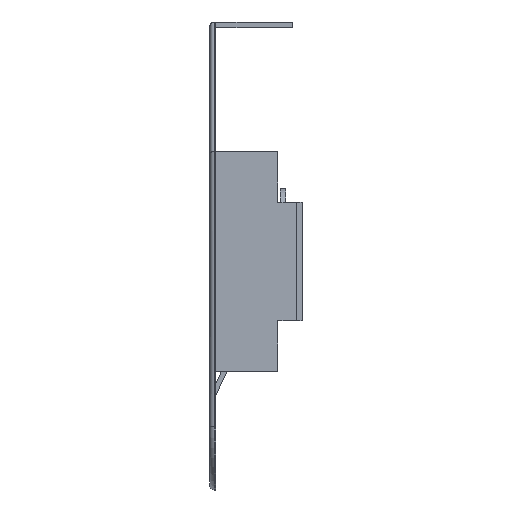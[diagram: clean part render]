
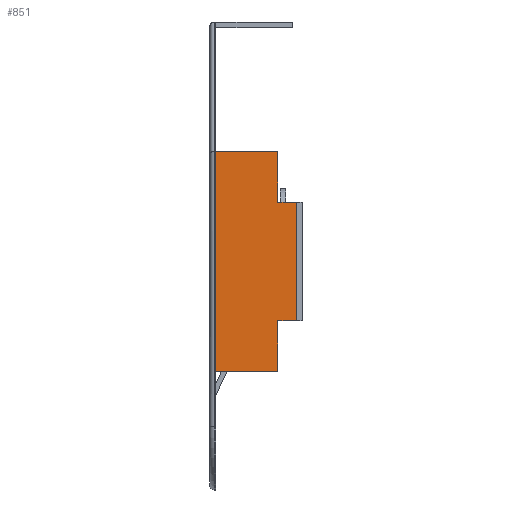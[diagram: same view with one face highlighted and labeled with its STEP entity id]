
A CAD part, left-side view. The second image highlights one B-rep face of the part: STEP entity #851.
In plain terms, the highlighted planar face has unit normal (-1, 0, 0).
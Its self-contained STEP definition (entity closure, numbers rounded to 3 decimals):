
#24 = DIRECTION ( 'NONE',  ( 0., -1., 0. ) ) ;
#69 = CARTESIAN_POINT ( 'NONE',  ( -10.541, 3.708, 4.712 ) ) ;
#83 = CARTESIAN_POINT ( 'NONE',  ( -10.541, 3.708, 4.712 ) ) ;
#93 = CARTESIAN_POINT ( 'NONE',  ( -10.541, 3.708, -4.712 ) ) ;
#97 = LINE ( 'NONE', #2405, #2810 ) ;
#167 = DIRECTION ( 'NONE',  ( 0., 0., -1. ) ) ;
#173 = EDGE_CURVE ( 'NONE', #1867, #1022, #2596, .T. ) ;
#175 = LINE ( 'NONE', #2130, #2492 ) ;
#219 = EDGE_CURVE ( 'NONE', #1144, #1022, #2066, .T. ) ;
#428 = DIRECTION ( 'NONE',  ( 0., -1., 0. ) ) ;
#503 = DIRECTION ( 'NONE',  ( 0., -1., 0. ) ) ;
#535 = LINE ( 'NONE', #640, #2874 ) ;
#591 = VERTEX_POINT ( 'NONE', #2851 ) ;
#640 = CARTESIAN_POINT ( 'NONE',  ( -10.541, 1.041, -2.54 ) ) ;
#652 = DIRECTION ( 'NONE',  ( 1., 0., 0. ) ) ;
#663 = DIRECTION ( 'NONE',  ( 0., -1., 0. ) ) ;
#735 = EDGE_CURVE ( 'NONE', #591, #2566, #97, .T. ) ;
#842 = AXIS2_PLACEMENT_3D ( 'NONE', #1335, #652, #2919 ) ;
#851 = ADVANCED_FACE ( 'NONE', ( #2272 ), #2717, .F. ) ;
#1022 = VERTEX_POINT ( 'NONE', #1589 ) ;
#1027 = ORIENTED_EDGE ( 'NONE', *, *, #735, .F. ) ;
#1052 = DIRECTION ( 'NONE',  ( 0., 0., -1. ) ) ;
#1122 = CARTESIAN_POINT ( 'NONE',  ( -10.541, 1.041, 4.712 ) ) ;
#1144 = VERTEX_POINT ( 'NONE', #93 ) ;
#1193 = EDGE_CURVE ( 'NONE', #1563, #2281, #175, .T. ) ;
#1233 = ORIENTED_EDGE ( 'NONE', *, *, #219, .T. ) ;
#1319 = CARTESIAN_POINT ( 'NONE',  ( -10.541, 1.041, 2.54 ) ) ;
#1335 = CARTESIAN_POINT ( 'NONE',  ( -10.541, 1.041, -2.54 ) ) ;
#1348 = DIRECTION ( 'NONE',  ( 0., 0., -1. ) ) ;
#1358 = VECTOR ( 'NONE', #1348, 1000. ) ;
#1382 = EDGE_CURVE ( 'NONE', #2664, #591, #2757, .T. ) ;
#1394 = ORIENTED_EDGE ( 'NONE', *, *, #1755, .F. ) ;
#1422 = VECTOR ( 'NONE', #24, 1000. ) ;
#1424 = EDGE_LOOP ( 'NONE', ( #2551, #1394, #1027, #1629, #2547, #1233, #2529, #1580 ) ) ;
#1547 = CARTESIAN_POINT ( 'NONE',  ( -10.541, 3.708, -4.712 ) ) ;
#1563 = VERTEX_POINT ( 'NONE', #2352 ) ;
#1572 = CARTESIAN_POINT ( 'NONE',  ( -10.541, 3.708, 4.712 ) ) ;
#1580 = ORIENTED_EDGE ( 'NONE', *, *, #1781, .T. ) ;
#1589 = CARTESIAN_POINT ( 'NONE',  ( -10.541, 1.041, -4.712 ) ) ;
#1600 = EDGE_CURVE ( 'NONE', #2664, #1144, #2863, .T. ) ;
#1629 = ORIENTED_EDGE ( 'NONE', *, *, #1382, .F. ) ;
#1726 = VECTOR ( 'NONE', #167, 1000. ) ;
#1755 = EDGE_CURVE ( 'NONE', #2566, #1563, #2501, .T. ) ;
#1781 = EDGE_CURVE ( 'NONE', #1867, #2281, #535, .T. ) ;
#1860 = CARTESIAN_POINT ( 'NONE',  ( -10.541, 1.041, 2.54 ) ) ;
#1867 = VERTEX_POINT ( 'NONE', #2470 ) ;
#1982 = VECTOR ( 'NONE', #428, 1000. ) ;
#2012 = VECTOR ( 'NONE', #503, 1000. ) ;
#2066 = LINE ( 'NONE', #1547, #1422 ) ;
#2130 = CARTESIAN_POINT ( 'NONE',  ( -10.541, 0.254, -2.54 ) ) ;
#2272 = FACE_OUTER_BOUND ( 'NONE', #1424, .T. ) ;
#2281 = VERTEX_POINT ( 'NONE', #2743 ) ;
#2352 = CARTESIAN_POINT ( 'NONE',  ( -10.541, 0.254, 2.54 ) ) ;
#2405 = CARTESIAN_POINT ( 'NONE',  ( -10.541, 1.041, 4.712 ) ) ;
#2470 = CARTESIAN_POINT ( 'NONE',  ( -10.541, 1.041, -2.54 ) ) ;
#2492 = VECTOR ( 'NONE', #2832, 1000. ) ;
#2501 = LINE ( 'NONE', #1319, #1982 ) ;
#2529 = ORIENTED_EDGE ( 'NONE', *, *, #173, .F. ) ;
#2547 = ORIENTED_EDGE ( 'NONE', *, *, #1600, .T. ) ;
#2551 = ORIENTED_EDGE ( 'NONE', *, *, #1193, .F. ) ;
#2566 = VERTEX_POINT ( 'NONE', #1860 ) ;
#2596 = LINE ( 'NONE', #1122, #1358 ) ;
#2664 = VERTEX_POINT ( 'NONE', #69 ) ;
#2717 = PLANE ( 'NONE',  #842 ) ;
#2743 = CARTESIAN_POINT ( 'NONE',  ( -10.541, 0.254, -2.54 ) ) ;
#2757 = LINE ( 'NONE', #1572, #2012 ) ;
#2810 = VECTOR ( 'NONE', #1052, 1000. ) ;
#2832 = DIRECTION ( 'NONE',  ( 0., 0., -1. ) ) ;
#2851 = CARTESIAN_POINT ( 'NONE',  ( -10.541, 1.041, 4.712 ) ) ;
#2863 = LINE ( 'NONE', #83, #1726 ) ;
#2874 = VECTOR ( 'NONE', #663, 1000. ) ;
#2919 = DIRECTION ( 'NONE',  ( 0., 0., 1. ) ) ;
